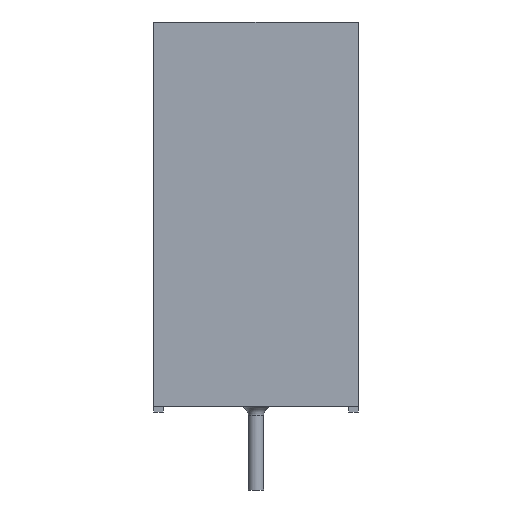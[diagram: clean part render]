
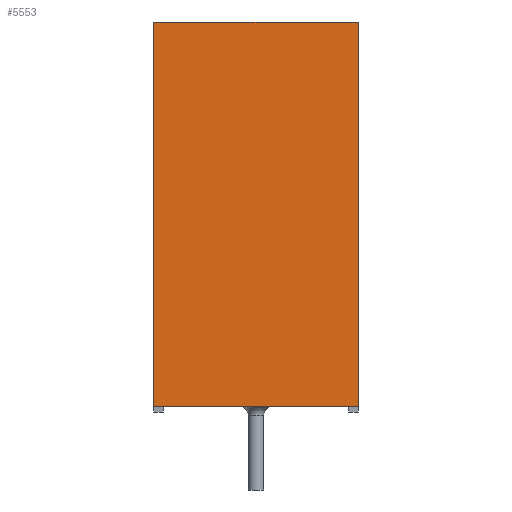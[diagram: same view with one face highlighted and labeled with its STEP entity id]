
A CAD part, left-side view. The second image highlights one B-rep face of the part: STEP entity #5553.
In plain terms, the highlighted planar face has unit normal (-1, 0, 0).
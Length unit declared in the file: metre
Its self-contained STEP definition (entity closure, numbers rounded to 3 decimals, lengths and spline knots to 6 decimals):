
#317=LINE('',#8649,#778);
#318=LINE('',#8652,#779);
#319=LINE('',#8654,#780);
#320=LINE('',#8656,#781);
#778=VECTOR('',#6252,1.);
#779=VECTOR('',#6253,1.);
#780=VECTOR('',#6254,1.);
#781=VECTOR('',#6255,1.);
#1456=ORIENTED_EDGE('',*,*,#2466,.T.);
#1457=ORIENTED_EDGE('',*,*,#2467,.F.);
#1458=ORIENTED_EDGE('',*,*,#2468,.F.);
#1459=ORIENTED_EDGE('',*,*,#2469,.T.);
#2466=EDGE_CURVE('',#2955,#2956,#317,.T.);
#2467=EDGE_CURVE('',#2957,#2956,#318,.T.);
#2468=EDGE_CURVE('',#2958,#2957,#319,.T.);
#2469=EDGE_CURVE('',#2958,#2955,#320,.T.);
#2955=VERTEX_POINT('',#8650);
#2956=VERTEX_POINT('',#8651);
#2957=VERTEX_POINT('',#8653);
#2958=VERTEX_POINT('',#8655);
#3245=EDGE_LOOP('',(#1456,#1457,#1458,#1459));
#3517=FACE_BOUND('',#3245,.T.);
#3756=PLANE('',#5769);
#5553=ADVANCED_FACE('',(#3517),#3756,.F.);
#5769=AXIS2_PLACEMENT_3D('',#8648,#6250,#6251);
#6250=DIRECTION('',(1.,0.,0.));
#6251=DIRECTION('',(0.,0.,-1.));
#6252=DIRECTION('',(0.,0.,-1.));
#6253=DIRECTION('',(0.,1.,0.));
#6254=DIRECTION('',(0.,0.,-1.));
#6255=DIRECTION('',(0.,1.,0.));
#8648=CARTESIAN_POINT('',(-0.0155,-0.00525,0.00985));
#8649=CARTESIAN_POINT('',(-0.0155,0.00525,0.00985));
#8650=CARTESIAN_POINT('',(-0.0155,0.00525,0.00985));
#8651=CARTESIAN_POINT('',(-0.0155,0.00525,-0.00985));
#8652=CARTESIAN_POINT('',(-0.0155,-0.00525,-0.00985));
#8653=CARTESIAN_POINT('',(-0.0155,-0.00525,-0.00985));
#8654=CARTESIAN_POINT('',(-0.0155,-0.00525,0.00985));
#8655=CARTESIAN_POINT('',(-0.0155,-0.00525,0.00985));
#8656=CARTESIAN_POINT('',(-0.0155,-0.00525,0.00985));
